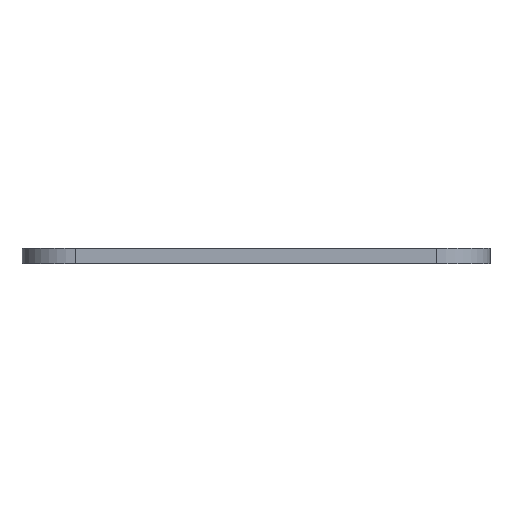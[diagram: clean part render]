
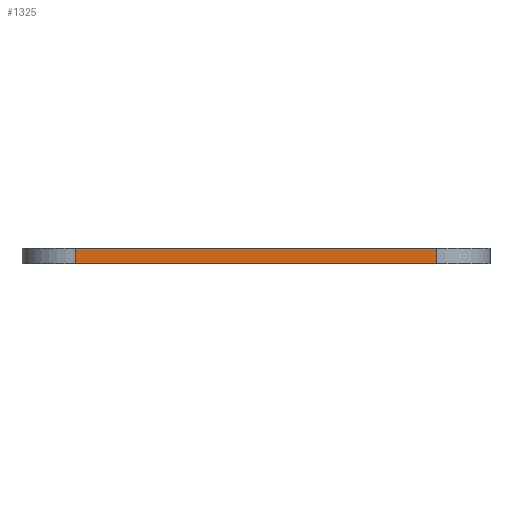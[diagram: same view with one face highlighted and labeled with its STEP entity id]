
A CAD part, left-side view. The second image highlights one B-rep face of the part: STEP entity #1325.
In plain terms, the highlighted planar face has unit normal (-1, 0, 0).
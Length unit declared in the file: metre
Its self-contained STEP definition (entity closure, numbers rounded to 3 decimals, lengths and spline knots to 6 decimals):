
#336=ORIENTED_EDGE('',*,*,#660,.F.);
#337=ORIENTED_EDGE('',*,*,#661,.T.);
#338=ORIENTED_EDGE('',*,*,#662,.T.);
#339=ORIENTED_EDGE('',*,*,#663,.T.);
#660=EDGE_CURVE('',#796,#797,#920,.T.);
#661=EDGE_CURVE('',#796,#798,#921,.F.);
#662=EDGE_CURVE('',#798,#799,#922,.T.);
#663=EDGE_CURVE('',#799,#797,#923,.T.);
#796=VERTEX_POINT('',#2223);
#797=VERTEX_POINT('',#2224);
#798=VERTEX_POINT('',#2226);
#799=VERTEX_POINT('',#2228);
#920=LINE('',#2222,#1044);
#921=LINE('',#2225,#1045);
#922=LINE('',#2227,#1046);
#923=LINE('',#2229,#1047);
#1044=VECTOR('',#1829,1.);
#1045=VECTOR('',#1830,1.);
#1046=VECTOR('',#1831,1.);
#1047=VECTOR('',#1832,1.);
#1111=EDGE_LOOP('',(#336,#337,#338,#339));
#1203=FACE_BOUND('',#1111,.T.);
#1263=PLANE('',#1460);
#1325=ADVANCED_FACE('',(#1203),#1263,.T.);
#1460=AXIS2_PLACEMENT_3D('',#2221,#1827,#1828);
#1827=DIRECTION('',(-1.,0.,0.));
#1828=DIRECTION('',(0.,-1.,0.));
#1829=DIRECTION('',(0.,1.,0.));
#1830=DIRECTION('',(0.,0.,-1.));
#1831=DIRECTION('',(0.,1.,0.));
#1832=DIRECTION('',(0.,0.,-1.));
#2221=CARTESIAN_POINT('',(-0.04055,0.0005,0.002));
#2222=CARTESIAN_POINT('',(-0.04055,0.0005,0.));
#2223=CARTESIAN_POINT('',(-0.04055,-0.02315,0.));
#2224=CARTESIAN_POINT('',(-0.04055,0.02415,0.));
#2225=CARTESIAN_POINT('',(-0.04055,-0.02315,0.002));
#2226=CARTESIAN_POINT('',(-0.04055,-0.02315,0.002));
#2227=CARTESIAN_POINT('',(-0.04055,0.0005,0.002));
#2228=CARTESIAN_POINT('',(-0.04055,0.02415,0.002));
#2229=CARTESIAN_POINT('',(-0.04055,0.02415,0.));
